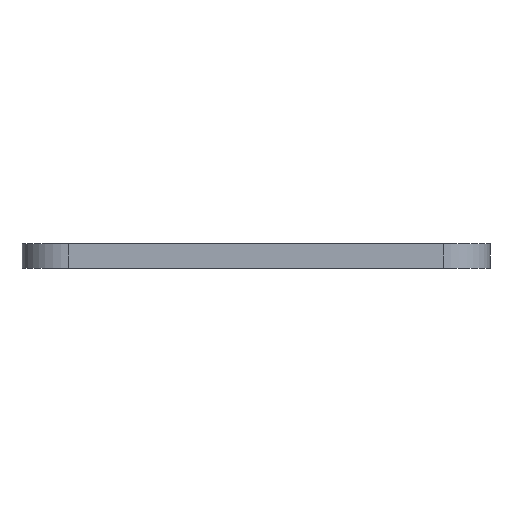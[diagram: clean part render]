
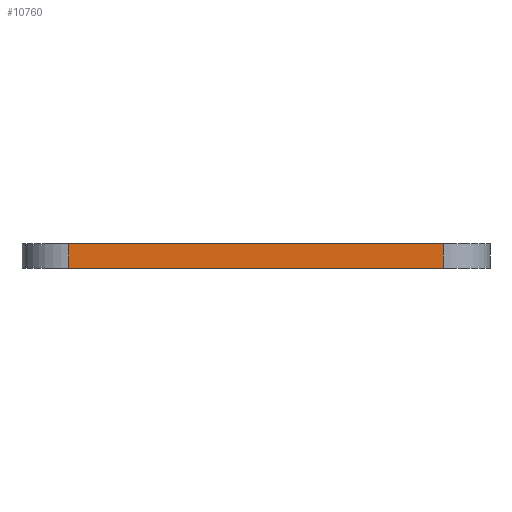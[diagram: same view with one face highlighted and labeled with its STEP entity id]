
A CAD part, left-side view. The second image highlights one B-rep face of the part: STEP entity #10760.
In plain terms, the highlighted planar face has unit normal (-1, 0, 0).
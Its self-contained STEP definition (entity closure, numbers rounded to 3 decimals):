
#83 = PLANE('',#84);
#84 = AXIS2_PLACEMENT_3D('',#85,#86,#87);
#85 = CARTESIAN_POINT('',(200.5,-51.,1.6));
#86 = DIRECTION('',(-0.,-0.,-1.));
#87 = DIRECTION('',(-1.,0.,0.));
#111 = CYLINDRICAL_SURFACE('',#112,3.);
#112 = AXIS2_PLACEMENT_3D('',#113,#114,#115);
#113 = CARTESIAN_POINT('',(171.,-63.,0.));
#114 = DIRECTION('',(-0.,-0.,-1.));
#115 = DIRECTION('',(1.,0.,-0.));
#137 = PLANE('',#138);
#138 = AXIS2_PLACEMENT_3D('',#139,#140,#141);
#139 = CARTESIAN_POINT('',(200.5,-51.,0.));
#140 = DIRECTION('',(-0.,-0.,-1.));
#141 = DIRECTION('',(-1.,0.,0.));
#238 = EDGE_CURVE('',#239,#241,#243,.T.);
#239 = VERTEX_POINT('',#240);
#240 = CARTESIAN_POINT('',(168.,-63.,0.));
#241 = VERTEX_POINT('',#242);
#242 = CARTESIAN_POINT('',(168.,-63.,1.6));
#243 = SURFACE_CURVE('',#244,(#248,#255),.PCURVE_S1.);
#244 = LINE('',#245,#246);
#245 = CARTESIAN_POINT('',(168.,-63.,0.));
#246 = VECTOR('',#247,1.);
#247 = DIRECTION('',(0.,0.,1.));
#248 = PCURVE('',#111,#249);
#249 = DEFINITIONAL_REPRESENTATION('',(#250),#254);
#250 = LINE('',#251,#252);
#251 = CARTESIAN_POINT('',(-3.142,0.));
#252 = VECTOR('',#253,1.);
#253 = DIRECTION('',(-0.,-1.));
#254 = ( GEOMETRIC_REPRESENTATION_CONTEXT(2) 
PARAMETRIC_REPRESENTATION_CONTEXT() REPRESENTATION_CONTEXT('2D SPACE',''
  ) );
#255 = PCURVE('',#256,#261);
#256 = PLANE('',#257);
#257 = AXIS2_PLACEMENT_3D('',#258,#259,#260);
#258 = CARTESIAN_POINT('',(168.,-63.,0.));
#259 = DIRECTION('',(-1.,0.,0.));
#260 = DIRECTION('',(0.,1.,0.));
#261 = DEFINITIONAL_REPRESENTATION('',(#262),#266);
#262 = LINE('',#263,#264);
#263 = CARTESIAN_POINT('',(0.,0.));
#264 = VECTOR('',#265,1.);
#265 = DIRECTION('',(0.,-1.));
#266 = ( GEOMETRIC_REPRESENTATION_CONTEXT(2) 
PARAMETRIC_REPRESENTATION_CONTEXT() REPRESENTATION_CONTEXT('2D SPACE',''
  ) );
#326 = EDGE_CURVE('',#239,#327,#329,.T.);
#327 = VERTEX_POINT('',#328);
#328 = CARTESIAN_POINT('',(168.,-39.,0.));
#329 = SURFACE_CURVE('',#330,(#334,#341),.PCURVE_S1.);
#330 = LINE('',#331,#332);
#331 = CARTESIAN_POINT('',(168.,-63.,0.));
#332 = VECTOR('',#333,1.);
#333 = DIRECTION('',(0.,1.,0.));
#334 = PCURVE('',#137,#335);
#335 = DEFINITIONAL_REPRESENTATION('',(#336),#340);
#336 = LINE('',#337,#338);
#337 = CARTESIAN_POINT('',(32.5,-12.));
#338 = VECTOR('',#339,1.);
#339 = DIRECTION('',(0.,1.));
#340 = ( GEOMETRIC_REPRESENTATION_CONTEXT(2) 
PARAMETRIC_REPRESENTATION_CONTEXT() REPRESENTATION_CONTEXT('2D SPACE',''
  ) );
#341 = PCURVE('',#256,#342);
#342 = DEFINITIONAL_REPRESENTATION('',(#343),#347);
#343 = LINE('',#344,#345);
#344 = CARTESIAN_POINT('',(0.,0.));
#345 = VECTOR('',#346,1.);
#346 = DIRECTION('',(1.,0.));
#347 = ( GEOMETRIC_REPRESENTATION_CONTEXT(2) 
PARAMETRIC_REPRESENTATION_CONTEXT() REPRESENTATION_CONTEXT('2D SPACE',''
  ) );
#370 = CYLINDRICAL_SURFACE('',#371,3.);
#371 = AXIS2_PLACEMENT_3D('',#372,#373,#374);
#372 = CARTESIAN_POINT('',(171.,-39.,0.));
#373 = DIRECTION('',(-0.,-0.,-1.));
#374 = DIRECTION('',(1.,0.,-0.));
#5930 = EDGE_CURVE('',#241,#5931,#5933,.T.);
#5931 = VERTEX_POINT('',#5932);
#5932 = CARTESIAN_POINT('',(168.,-39.,1.6));
#5933 = SURFACE_CURVE('',#5934,(#5938,#5945),.PCURVE_S1.);
#5934 = LINE('',#5935,#5936);
#5935 = CARTESIAN_POINT('',(168.,-63.,1.6));
#5936 = VECTOR('',#5937,1.);
#5937 = DIRECTION('',(0.,1.,0.));
#5938 = PCURVE('',#83,#5939);
#5939 = DEFINITIONAL_REPRESENTATION('',(#5940),#5944);
#5940 = LINE('',#5941,#5942);
#5941 = CARTESIAN_POINT('',(32.5,-12.));
#5942 = VECTOR('',#5943,1.);
#5943 = DIRECTION('',(0.,1.));
#5944 = ( GEOMETRIC_REPRESENTATION_CONTEXT(2) 
PARAMETRIC_REPRESENTATION_CONTEXT() REPRESENTATION_CONTEXT('2D SPACE',''
  ) );
#5945 = PCURVE('',#256,#5946);
#5946 = DEFINITIONAL_REPRESENTATION('',(#5947),#5951);
#5947 = LINE('',#5948,#5949);
#5948 = CARTESIAN_POINT('',(0.,-1.6));
#5949 = VECTOR('',#5950,1.);
#5950 = DIRECTION('',(1.,0.));
#5951 = ( GEOMETRIC_REPRESENTATION_CONTEXT(2) 
PARAMETRIC_REPRESENTATION_CONTEXT() REPRESENTATION_CONTEXT('2D SPACE',''
  ) );
#10760 = ADVANCED_FACE('',(#10761),#256,.T.);
#10761 = FACE_BOUND('',#10762,.T.);
#10762 = EDGE_LOOP('',(#10763,#10764,#10765,#10786));
#10763 = ORIENTED_EDGE('',*,*,#238,.T.);
#10764 = ORIENTED_EDGE('',*,*,#5930,.T.);
#10765 = ORIENTED_EDGE('',*,*,#10766,.F.);
#10766 = EDGE_CURVE('',#327,#5931,#10767,.T.);
#10767 = SURFACE_CURVE('',#10768,(#10772,#10779),.PCURVE_S1.);
#10768 = LINE('',#10769,#10770);
#10769 = CARTESIAN_POINT('',(168.,-39.,0.));
#10770 = VECTOR('',#10771,1.);
#10771 = DIRECTION('',(0.,0.,1.));
#10772 = PCURVE('',#256,#10773);
#10773 = DEFINITIONAL_REPRESENTATION('',(#10774),#10778);
#10774 = LINE('',#10775,#10776);
#10775 = CARTESIAN_POINT('',(24.,0.));
#10776 = VECTOR('',#10777,1.);
#10777 = DIRECTION('',(0.,-1.));
#10778 = ( GEOMETRIC_REPRESENTATION_CONTEXT(2) 
PARAMETRIC_REPRESENTATION_CONTEXT() REPRESENTATION_CONTEXT('2D SPACE',''
  ) );
#10779 = PCURVE('',#370,#10780);
#10780 = DEFINITIONAL_REPRESENTATION('',(#10781),#10785);
#10781 = LINE('',#10782,#10783);
#10782 = CARTESIAN_POINT('',(-3.142,0.));
#10783 = VECTOR('',#10784,1.);
#10784 = DIRECTION('',(-0.,-1.));
#10785 = ( GEOMETRIC_REPRESENTATION_CONTEXT(2) 
PARAMETRIC_REPRESENTATION_CONTEXT() REPRESENTATION_CONTEXT('2D SPACE',''
  ) );
#10786 = ORIENTED_EDGE('',*,*,#326,.F.);
